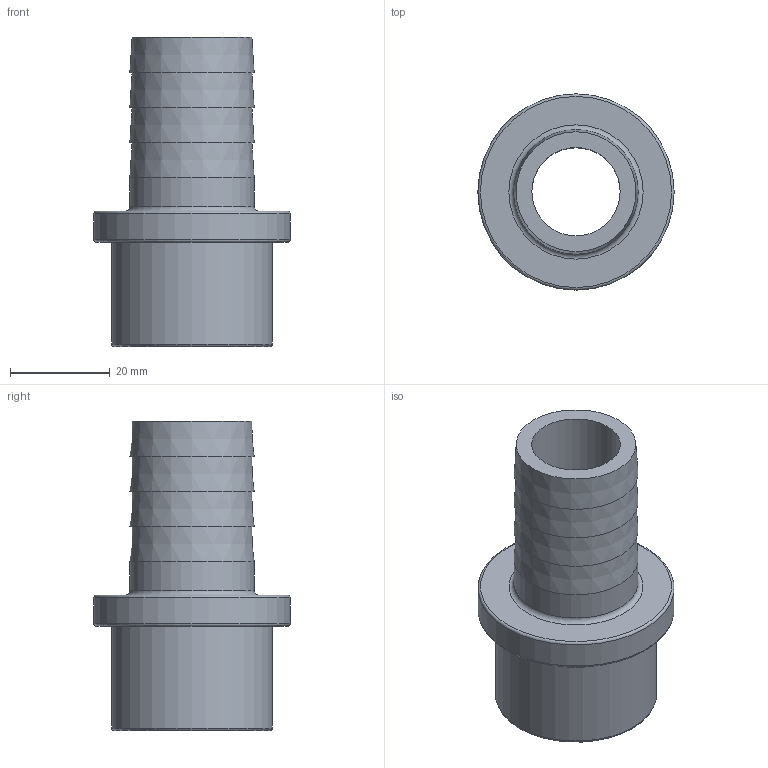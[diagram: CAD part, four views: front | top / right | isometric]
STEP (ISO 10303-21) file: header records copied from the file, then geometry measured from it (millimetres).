
FILE_DESCRIPTION(/* description */ (''),/* implementation_level */ '2;1');
FILE_NAME(/* name */ '32X25插口软接.stp',/* time_stamp */ '2024-01-02T15:44:49+08:00',/* author */ (''),/* organization */ (''),/* preprocessor_version */ 'ST-DEVELOPER v16',/* originating_system */ 'SIEMENS PLM Software NX 10.0',/* authorisation */ '');
FILE_SCHEMA (('AUTOMOTIVE_DESIGN { 1 0 10303 214 3 1 1 1 }'));
Length unit declared in the file: millimetre
Products named in the file (1): gelv07E456E3lxke
Bounding box: 39.3 x 39.3 x 61.9 mm (x, y, z)
Volume: 21436.7 mm3; surface area: 11277.8 mm2
Topology: 1 solids, 1 shells, 23 faces, 42 edges, 27 vertices
Faces by surface type: plane 8, torus 6, cylinder 5, cone 4
Full cylindrical faces by diameter (mm): 17.7 x1, 24 x1, 24.9 x1, 32.2 x1, 39.3 x1
Entity records: 500 total; most frequent: DIRECTION 94, CARTESIAN_POINT 70, AXIS2_PLACEMENT_3D 47, FACE_BOUND 46, EDGE_LOOP 46, ORIENTED_EDGE 46, ADVANCED_FACE 23, VERTEX_POINT 23
